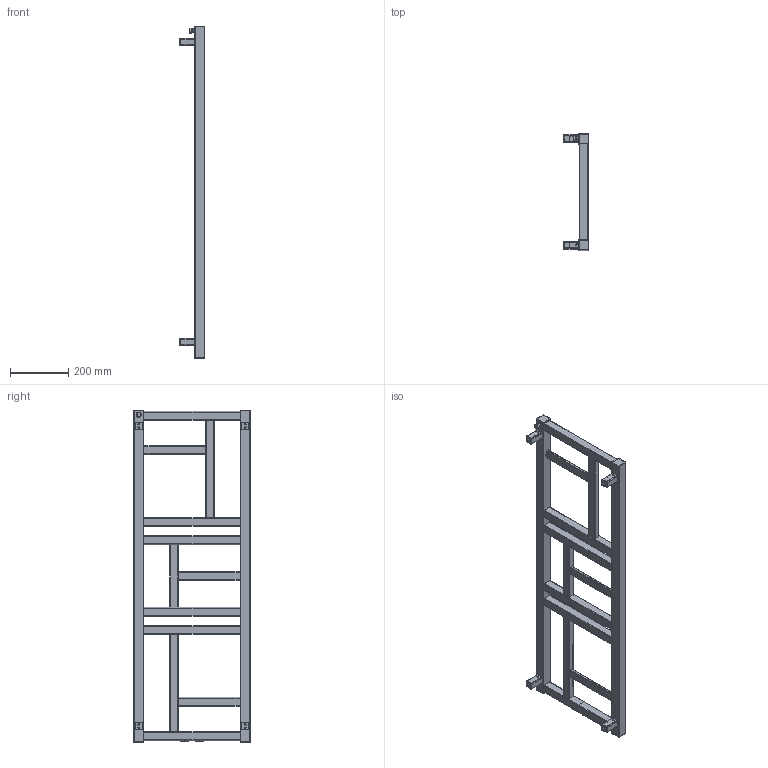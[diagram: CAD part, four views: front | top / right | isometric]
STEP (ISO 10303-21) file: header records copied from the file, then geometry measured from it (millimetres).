
FILE_DESCRIPTION(/* description */ ('Unknown'),/* implementation_level */ '2;1');
FILE_NAME(/* name */ 'Mondrian 40_110 D50',/* time_stamp */ '2020-11-27T12:27:38+01:00',/* author */ ('Unknown'),/* organization */ ('Unknown'),/* preprocessor_version */ 'ST-DEVELOPER v16.7',/* originating_system */ 'DEX',/* authorisation */ $);
FILE_SCHEMA (('AUTOMOTIVE_DESIGN {1 0 10303 214 3 1 1}'));
Length unit declared in the file: millimetre
Products named in the file (19): Mondrian 40_110 D50 II z uchwyt.; DP9598 Kolektor Mondrian 40_110; DP9567 Poprzeczka Mondrian 40; DP9597 Kszta³townik Mondrian D50 40 II; zaslepka 35x35; DP9599 Kolektor 2 Mondrian 40_110; Króciec G 1-2 L=13; Uchwyt STICK lutowany do grzejnika ; DZ4215 Uchwyt do grzejnika Stick; Uchwyt do grzejnika sticj naœcienny; kostka z otw.; DP9569 Poprzeczka 2 Mondrian 40; DP9568 Element pionowy 2 Mondrian 40; Kostka 35x35 G1_2; DP9571 Element pionowy 3 Mondrian 40_110; Odpowietrznik G1_4; krociec G-1-4; odpwietrznik G1-4; Kryza do kszta³townika 30x30
Assembly tree (34 placements, depth 3):
  Mondrian 40_110 D50 II z uchwyt.
    DP9598 Kolektor Mondrian 40_110
    DP9567 Poprzeczka Mondrian 40  x5
    DP9597 Kszta³townik Mondrian D50 40 II
    zaslepka 35x35  x2
    DP9599 Kolektor 2 Mondrian 40_110
    Króciec G 1-2 L=13  x2
    Uchwyt STICK lutowany do grzejnika   x4
    DZ4215 Uchwyt do grzejnika Stick  x4
      Uchwyt do grzejnika sticj naœcienny
      kostka z otw.
    DP9569 Poprzeczka 2 Mondrian 40  x3
    DP9568 Element pionowy 2 Mondrian 40  x2
    Kostka 35x35 G1_2  x2
    DP9571 Element pionowy 3 Mondrian 40_110
    Odpowietrznik G1_4
      krociec G-1-4
      odpwietrznik G1-4
    Kryza do kszta³townika 30x30
Bounding box: 88 x 400 x 1140 mm (x, y, z)
Volume: 1286946.5 mm3; surface area: 1356724.5 mm2
Topology: 35 solids, 35 shells, 864 faces, 2414 edges, 1609 vertices
Faces by surface type: plane 685, cylinder 170, cone 9
Full cylindrical faces by diameter (mm): 4.917 x4, 5 x4, 10 x1, 11.887 x1, 12 x1, 13 x1, 16 x1, 16.2 x1, 17 x1, 18 x1, 18.631 x2, 19.3 x2, 23.5 x2, 23.7 x2, 27 x2
Entity records: 13628 total; most frequent: CARTESIAN_POINT 2289, ORIENTED_EDGE 2202, DIRECTION 2138, EDGE_CURVE 1101, LINE 946, VECTOR 946, VERTEX_POINT 747, AXIS2_PLACEMENT_3D 596
